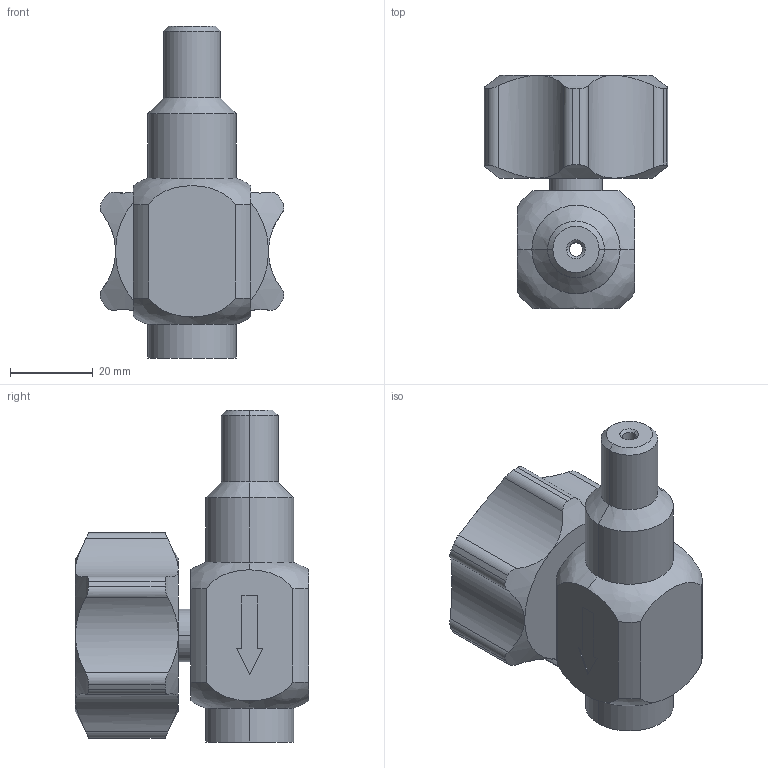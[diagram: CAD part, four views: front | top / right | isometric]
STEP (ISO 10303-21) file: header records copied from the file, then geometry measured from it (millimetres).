
FILE_DESCRIPTION((''),'2;1');
FILE_NAME('MVLV-0820-BA','2022-10-28T08:33:27',('DLachman'),('MATHESON TRI-GAS'),'CREO PARAMETRIC BY PTC INC, 2018260','CREO PARAMETRIC BY PTC INC, 2018260','');
FILE_SCHEMA(('CONFIG_CONTROL_DESIGN'));
Length unit declared in the file: inch
Products named in the file (1): MVLV-0820-BA
Bounding box: 44.38 x 56.34 x 80.24 mm (x, y, z)
Volume: 70766.9 mm3; surface area: 14528.8 mm2
Topology: 1 solids, 1 shells, 91 faces, 248 edges, 164 vertices
Faces by surface type: cylinder 40, plane 25, cone 22, bspline 4
Entity records: 3415 total; most frequent: CARTESIAN_POINT 1180, ORIENTED_EDGE 496, DIRECTION 406, EDGE_CURVE 248, VERTEX_POINT 164, AXIS2_PLACEMENT_3D 155, EDGE_LOOP 98, VECTOR 96
